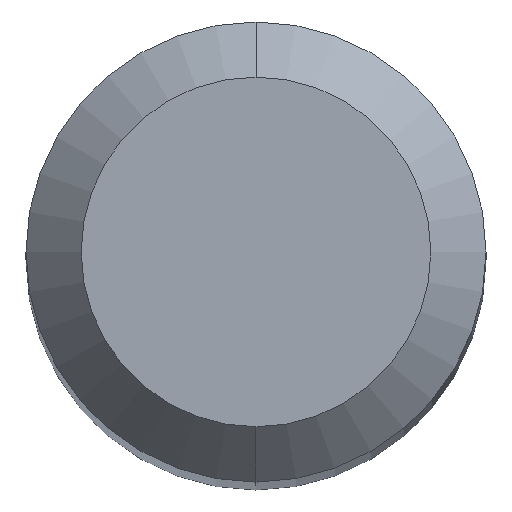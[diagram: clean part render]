
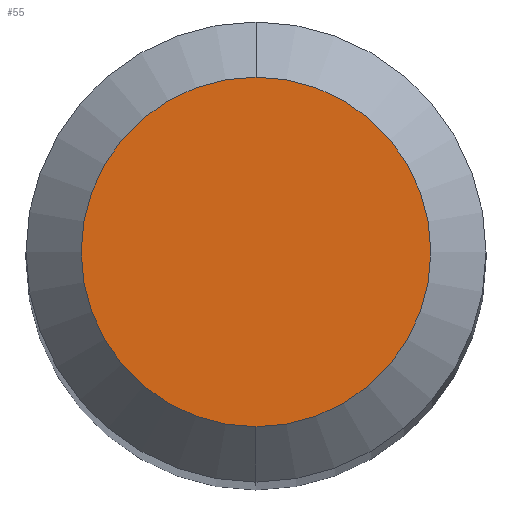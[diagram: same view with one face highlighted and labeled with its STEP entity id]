
A CAD part, top view. The second image highlights one B-rep face of the part: STEP entity #55.
In plain terms, the highlighted planar face has unit normal (0, 0, 1).
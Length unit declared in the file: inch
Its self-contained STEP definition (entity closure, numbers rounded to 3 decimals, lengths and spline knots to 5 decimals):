
#9 = DIRECTION ( 'NONE',  ( 0., 0., 1. ) ) ;
#18 = EDGE_CURVE ( 'NONE', #265, #356, #402, .T. ) ;
#31 = ORIENTED_EDGE ( 'NONE', *, *, #45, .T. ) ;
#45 = EDGE_CURVE ( 'NONE', #356, #265, #327, .T. ) ;
#51 = AXIS2_PLACEMENT_3D ( 'NONE', #313, #154, #239 ) ;
#55 = ADVANCED_FACE ( 'NONE', ( #113 ), #123, .F. ) ;
#113 = FACE_OUTER_BOUND ( 'NONE', #249, .T. ) ;
#122 = DIRECTION ( 'NONE',  ( 0., -1., 0. ) ) ;
#123 = PLANE ( 'NONE',  #51 ) ;
#143 = AXIS2_PLACEMENT_3D ( 'NONE', #158, #318, #122 ) ;
#154 = DIRECTION ( 'NONE',  ( 0., 0., -1. ) ) ;
#158 = CARTESIAN_POINT ( 'NONE',  ( 0., 0., 0. ) ) ;
#228 = ORIENTED_EDGE ( 'NONE', *, *, #18, .T. ) ;
#236 = DIRECTION ( 'NONE',  ( 0., -1., 0. ) ) ;
#239 = DIRECTION ( 'NONE',  ( 0., 1., 0. ) ) ;
#248 = AXIS2_PLACEMENT_3D ( 'NONE', #400, #9, #236 ) ;
#249 = EDGE_LOOP ( 'NONE', ( #228, #31 ) ) ;
#265 = VERTEX_POINT ( 'NONE', #366 ) ;
#313 = CARTESIAN_POINT ( 'NONE',  ( 0., 0.0475, 0. ) ) ;
#318 = DIRECTION ( 'NONE',  ( 0., 0., 1. ) ) ;
#327 = CIRCLE ( 'NONE', #143, 0.0475 ) ;
#356 = VERTEX_POINT ( 'NONE', #428 ) ;
#366 = CARTESIAN_POINT ( 'NONE',  ( 0., 0.0475, 0. ) ) ;
#400 = CARTESIAN_POINT ( 'NONE',  ( 0., 0., 0. ) ) ;
#402 = CIRCLE ( 'NONE', #248, 0.0475 ) ;
#428 = CARTESIAN_POINT ( 'NONE',  ( 0., -0.0475, 0. ) ) ;
